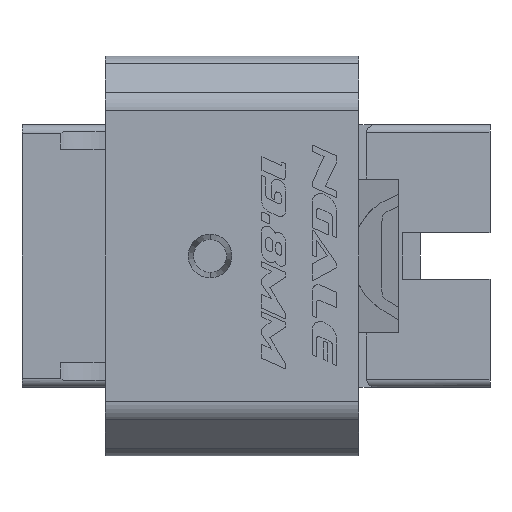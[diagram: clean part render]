
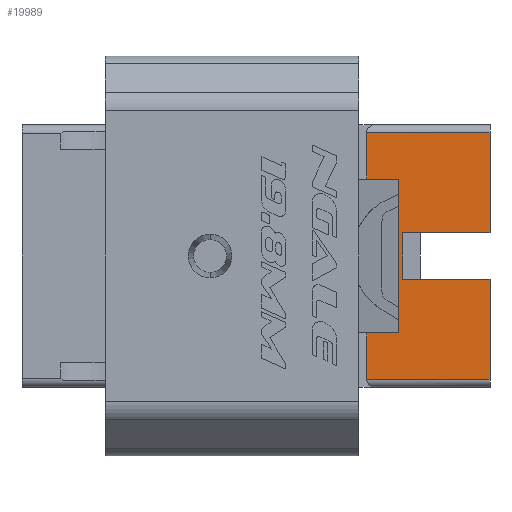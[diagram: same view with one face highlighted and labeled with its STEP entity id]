
A CAD part, left-side view. The second image highlights one B-rep face of the part: STEP entity #19989.
In plain terms, the highlighted planar face has unit normal (-1, 0, 0).
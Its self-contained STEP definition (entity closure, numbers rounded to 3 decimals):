
#295 = ORIENTED_EDGE ( 'NONE', *, *, #3275, .T. ) ;
#881 = DIRECTION ( 'NONE',  ( 0., 0., 1. ) ) ;
#1113 = FACE_OUTER_BOUND ( 'NONE', #27563, .T. ) ;
#2168 = CARTESIAN_POINT ( 'NONE',  ( 54.306, 8.8, 27.9 ) ) ;
#2244 = CARTESIAN_POINT ( 'NONE',  ( 54.306, 2.65, 42. ) ) ;
#2444 = DIRECTION ( 'NONE',  ( 0., 0., 1. ) ) ;
#2454 = CARTESIAN_POINT ( 'NONE',  ( 54.306, -8.8, 17.69 ) ) ;
#3275 = EDGE_CURVE ( 'NONE', #23478, #7041, #13701, .T. ) ;
#3351 = VERTEX_POINT ( 'NONE', #3698 ) ;
#3360 = CARTESIAN_POINT ( 'NONE',  ( 54.306, -2.65, 42. ) ) ;
#3390 = EDGE_CURVE ( 'NONE', #12943, #33599, #17240, .T. ) ;
#3538 = VECTOR ( 'NONE', #2444, 1000. ) ;
#3698 = CARTESIAN_POINT ( 'NONE',  ( 54.306, -8.8, 27.9 ) ) ;
#4677 = ORIENTED_EDGE ( 'NONE', *, *, #16544, .F. ) ;
#4911 = EDGE_CURVE ( 'NONE', #3351, #31343, #13908, .T. ) ;
#4950 = DIRECTION ( 'NONE',  ( 0., 1., 0. ) ) ;
#5100 = LINE ( 'NONE', #28076, #13712 ) ;
#5893 = DIRECTION ( 'NONE',  ( 0., -1., 0. ) ) ;
#6271 = ORIENTED_EDGE ( 'NONE', *, *, #24343, .T. ) ;
#6622 = DIRECTION ( 'NONE',  ( 0., 0., -1. ) ) ;
#7041 = VERTEX_POINT ( 'NONE', #13884 ) ;
#7782 = CARTESIAN_POINT ( 'NONE',  ( 54.306, 8.8, 17.69 ) ) ;
#7843 = VECTOR ( 'NONE', #17417, 1000. ) ;
#8939 = VECTOR ( 'NONE', #34840, 1000. ) ;
#9552 = CARTESIAN_POINT ( 'NONE',  ( 54.306, 14.1, 42. ) ) ;
#9652 = VERTEX_POINT ( 'NONE', #27919 ) ;
#10115 = LINE ( 'NONE', #31859, #25594 ) ;
#10749 = CARTESIAN_POINT ( 'NONE',  ( 54.306, -14.1, 27.9 ) ) ;
#11045 = EDGE_CURVE ( 'NONE', #16586, #20588, #10115, .T. ) ;
#11223 = VECTOR ( 'NONE', #23666, 1000. ) ;
#11254 = CARTESIAN_POINT ( 'NONE',  ( 54.306, -22.351, 31.564 ) ) ;
#11402 = VECTOR ( 'NONE', #12967, 1000. ) ;
#11409 = CARTESIAN_POINT ( 'NONE',  ( 54.306, -15., 27.9 ) ) ;
#11977 = PLANE ( 'NONE',  #16259 ) ;
#12943 = VERTEX_POINT ( 'NONE', #25267 ) ;
#12967 = DIRECTION ( 'NONE',  ( 0., 0., 1. ) ) ;
#13442 = EDGE_CURVE ( 'NONE', #3351, #16586, #26872, .T. ) ;
#13641 = CARTESIAN_POINT ( 'NONE',  ( 54.306, 8.8, 27.9 ) ) ;
#13693 = CARTESIAN_POINT ( 'NONE',  ( 54.306, -5.867, 31.564 ) ) ;
#13701 = LINE ( 'NONE', #18687, #14381 ) ;
#13712 = VECTOR ( 'NONE', #31074, 1000. ) ;
#13845 = EDGE_CURVE ( 'NONE', #18337, #22727, #33173, .T. ) ;
#13884 = CARTESIAN_POINT ( 'NONE',  ( 54.306, 14.1, 27.9 ) ) ;
#13889 = LINE ( 'NONE', #25296, #33611 ) ;
#13908 = LINE ( 'NONE', #11409, #24601 ) ;
#14120 = EDGE_CURVE ( 'NONE', #31343, #9652, #13889, .T. ) ;
#14381 = VECTOR ( 'NONE', #16014, 1000. ) ;
#14899 = CARTESIAN_POINT ( 'NONE',  ( 54.306, 2.65, 42. ) ) ;
#15428 = EDGE_CURVE ( 'NONE', #23478, #29957, #21707, .T. ) ;
#15695 = LINE ( 'NONE', #2168, #21555 ) ;
#15722 = EDGE_CURVE ( 'NONE', #29957, #17532, #15775, .T. ) ;
#15775 = LINE ( 'NONE', #2244, #8939 ) ;
#15955 = DIRECTION ( 'NONE',  ( 0., -1., 0. ) ) ;
#16014 = DIRECTION ( 'NONE',  ( 0., 0., -1. ) ) ;
#16259 = AXIS2_PLACEMENT_3D ( 'NONE', #17308, #22849, #6622 ) ;
#16338 = CARTESIAN_POINT ( 'NONE',  ( 54.306, 0., 42. ) ) ;
#16544 = EDGE_CURVE ( 'NONE', #17532, #33599, #31498, .T. ) ;
#16586 = VERTEX_POINT ( 'NONE', #28817 ) ;
#16945 = DIRECTION ( 'NONE',  ( 0., 1., 0. ) ) ;
#17063 = DIRECTION ( 'NONE',  ( 0., 0., -1. ) ) ;
#17240 = LINE ( 'NONE', #3360, #24055 ) ;
#17308 = CARTESIAN_POINT ( 'NONE',  ( 54.306, 0., 17.69 ) ) ;
#17417 = DIRECTION ( 'NONE',  ( 0., -1., 0. ) ) ;
#17532 = VERTEX_POINT ( 'NONE', #22288 ) ;
#18245 = ORIENTED_EDGE ( 'NONE', *, *, #4911, .T. ) ;
#18337 = VERTEX_POINT ( 'NONE', #23561 ) ;
#18687 = CARTESIAN_POINT ( 'NONE',  ( 54.306, 14.1, 17.69 ) ) ;
#19685 = ORIENTED_EDGE ( 'NONE', *, *, #13442, .F. ) ;
#19989 = ADVANCED_FACE ( 'NONE', ( #1113 ), #11977, .T. ) ;
#20588 = VERTEX_POINT ( 'NONE', #13693 ) ;
#21477 = CARTESIAN_POINT ( 'NONE',  ( 54.306, 8.8, 31.564 ) ) ;
#21555 = VECTOR ( 'NONE', #29417, 1000. ) ;
#21707 = LINE ( 'NONE', #16338, #11223 ) ;
#22005 = CARTESIAN_POINT ( 'NONE',  ( 54.306, 0., 42. ) ) ;
#22288 = CARTESIAN_POINT ( 'NONE',  ( 54.306, 2.65, 32. ) ) ;
#22727 = VERTEX_POINT ( 'NONE', #21477 ) ;
#22849 = DIRECTION ( 'NONE',  ( -1., 0., 0. ) ) ;
#23478 = VERTEX_POINT ( 'NONE', #9552 ) ;
#23561 = CARTESIAN_POINT ( 'NONE',  ( 54.306, 5.69, 31.564 ) ) ;
#23619 = EDGE_CURVE ( 'NONE', #12943, #9652, #34850, .T. ) ;
#23666 = DIRECTION ( 'NONE',  ( 0., -1., 0. ) ) ;
#24055 = VECTOR ( 'NONE', #17063, 1000. ) ;
#24343 = EDGE_CURVE ( 'NONE', #7041, #33174, #15695, .T. ) ;
#24581 = ORIENTED_EDGE ( 'NONE', *, *, #13845, .F. ) ;
#24601 = VECTOR ( 'NONE', #5893, 1000. ) ;
#25267 = CARTESIAN_POINT ( 'NONE',  ( 54.306, -2.65, 42. ) ) ;
#25296 = CARTESIAN_POINT ( 'NONE',  ( 54.306, -14.1, 42. ) ) ;
#25594 = VECTOR ( 'NONE', #4950, 1000. ) ;
#25653 = VECTOR ( 'NONE', #16945, 1000. ) ;
#26154 = ORIENTED_EDGE ( 'NONE', *, *, #15428, .F. ) ;
#26510 = ORIENTED_EDGE ( 'NONE', *, *, #3390, .T. ) ;
#26872 = LINE ( 'NONE', #2454, #11402 ) ;
#26887 = EDGE_CURVE ( 'NONE', #20588, #18337, #5100, .T. ) ;
#26988 = ORIENTED_EDGE ( 'NONE', *, *, #14120, .T. ) ;
#27072 = ORIENTED_EDGE ( 'NONE', *, *, #23619, .F. ) ;
#27563 = EDGE_LOOP ( 'NONE', ( #26510, #4677, #31443, #26154, #295, #6271, #27772, #24581, #32238, #30629, #19685, #18245, #26988, #27072 ) ) ;
#27772 = ORIENTED_EDGE ( 'NONE', *, *, #28678, .T. ) ;
#27919 = CARTESIAN_POINT ( 'NONE',  ( 54.306, -14.1, 42. ) ) ;
#28076 = CARTESIAN_POINT ( 'NONE',  ( 54.306, -22.351, 31.564 ) ) ;
#28678 = EDGE_CURVE ( 'NONE', #33174, #22727, #32185, .T. ) ;
#28817 = CARTESIAN_POINT ( 'NONE',  ( 54.306, -8.8, 31.564 ) ) ;
#29417 = DIRECTION ( 'NONE',  ( 0., -1., 0. ) ) ;
#29957 = VERTEX_POINT ( 'NONE', #14899 ) ;
#30629 = ORIENTED_EDGE ( 'NONE', *, *, #11045, .F. ) ;
#30970 = CARTESIAN_POINT ( 'NONE',  ( 54.306, 0., 32. ) ) ;
#31074 = DIRECTION ( 'NONE',  ( 0., 1., 0. ) ) ;
#31343 = VERTEX_POINT ( 'NONE', #10749 ) ;
#31443 = ORIENTED_EDGE ( 'NONE', *, *, #15722, .F. ) ;
#31498 = LINE ( 'NONE', #30970, #7843 ) ;
#31859 = CARTESIAN_POINT ( 'NONE',  ( 54.306, -22.351, 31.564 ) ) ;
#32185 = LINE ( 'NONE', #7782, #3538 ) ;
#32238 = ORIENTED_EDGE ( 'NONE', *, *, #26887, .F. ) ;
#33173 = LINE ( 'NONE', #11254, #25653 ) ;
#33174 = VERTEX_POINT ( 'NONE', #13641 ) ;
#33188 = CARTESIAN_POINT ( 'NONE',  ( 54.306, -2.65, 32. ) ) ;
#33599 = VERTEX_POINT ( 'NONE', #33188 ) ;
#33611 = VECTOR ( 'NONE', #881, 1000. ) ;
#34029 = VECTOR ( 'NONE', #15955, 1000. ) ;
#34840 = DIRECTION ( 'NONE',  ( 0., 0., -1. ) ) ;
#34850 = LINE ( 'NONE', #22005, #34029 ) ;
